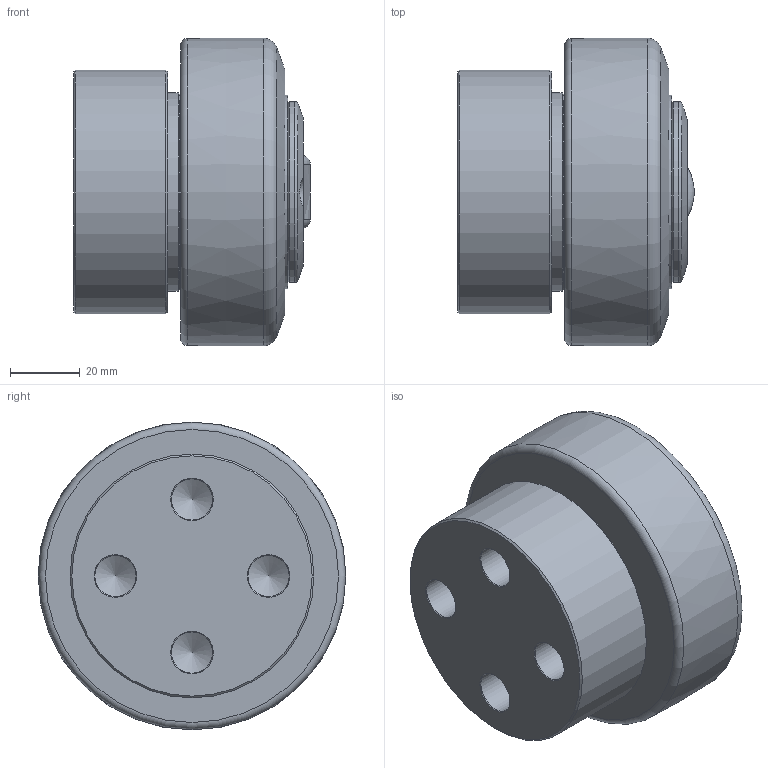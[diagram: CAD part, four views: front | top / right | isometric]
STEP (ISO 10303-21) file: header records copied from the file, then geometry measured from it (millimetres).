
FILE_DESCRIPTION(/* description */ ('-','CAx-IF Rec.Pracs.---Representation and Presentation of Product Manufacturing Information (PMI)---4.0---2014-10-13'),/* implementation_level */ '2;1');
FILE_NAME(/* name */ 'e4841a24-40dd-47d3-b56c-606f989fdf0a.stp',/* time_stamp */ '2020-04-01T16:35:47+02:00',/* author */ ('-'),/* organization */ ('NTI CADcenter A/S'),/* preprocessor_version */ 'ST-DEVELOPER v18',/* originating_system */ 'Autodesk Inventor 2020',/* authorisation */ '-');
FILE_SCHEMA (('AP242_MANAGED_MODEL_BASED_3D_ENGINEERING_MIM_LF { 1 0 10303 442 1 1 4 }'));
Length unit declared in the file: millimetre
Products named in the file (1): TR 090.4300_Kontur
Bounding box: 68 x 88.39 x 88.4 mm (x, y, z)
Volume: 292135.5 mm3; surface area: 33725.5 mm2
Topology: 1 solids, 1 shells, 84 faces, 226 edges, 153 vertices
Faces by surface type: plane 38, cylinder 23, cone 16, torus 5, bspline 2
Full cylindrical faces by diameter (mm): 8 x2, 8.6 x2, 11.835 x4, 52 x1, 55.3 x1, 55.5 x1, 57 x1, 70 x1
Entity records: 2796 total; most frequent: CARTESIAN_POINT 572, DIRECTION 481, ORIENTED_EDGE 444, EDGE_CURVE 222, AXIS2_PLACEMENT_3D 184, VERTEX_POINT 153, LINE 113, VECTOR 113
